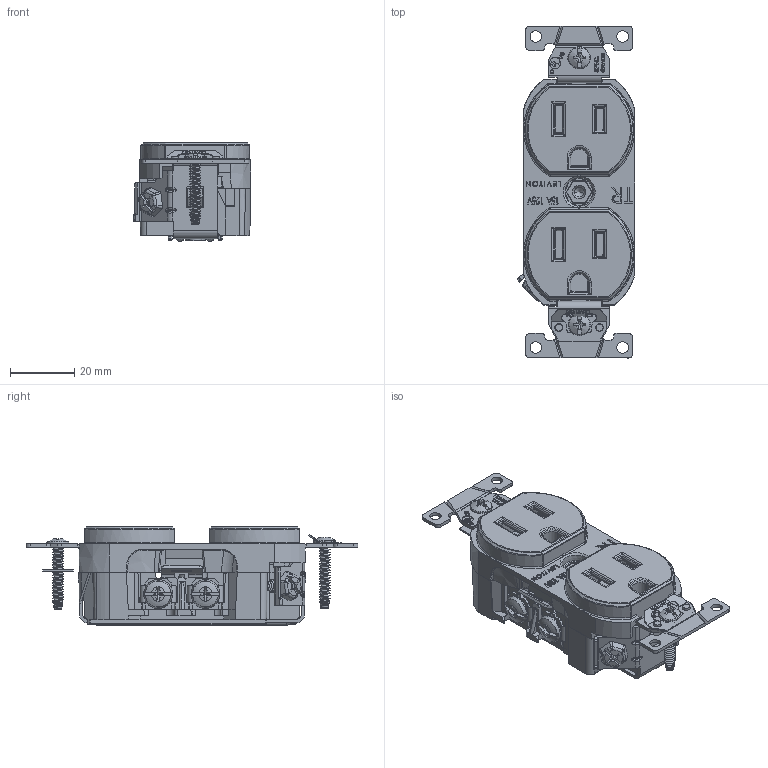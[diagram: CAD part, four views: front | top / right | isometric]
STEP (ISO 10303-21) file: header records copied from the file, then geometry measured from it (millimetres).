
FILE_DESCRIPTION (( 'STEP AP214' ), '1' );
FILE_NAME ('CATSTD-TCR15-00X-M01.STEP', '2022-04-27T13:23:55', ( '' ), ( '' ), 'SwSTEP 2.0', 'SolidWorks 2020', '' );
FILE_SCHEMA (( 'AUTOMOTIVE_DESIGN' ));
Length unit declared in the file: inch
Products named in the file (1): CATSTD-TCR15-00X-M01
Bounding box: 36.63 x 103.17 x 30.7 mm (x, y, z)
Volume: 36555.6 mm3; surface area: 38930.9 mm2
Topology: 10 solids, 14 shells, 4123 faces, 11102 edges, 7146 vertices
Faces by surface type: plane 2602, cylinder 805, bspline 470, cone 137, torus 92, sphere 17
Full cylindrical faces by diameter (mm): 2.184 x2, 2.413 x2, 3.099 x1, 3.492 x1, 3.556 x6, 3.581 x2, 3.607 x2, 3.81 x1, 4.064 x1, 4.14 x8, 4.166 x4, 4.47 x4, 4.521 x2, 4.572 x2, 4.96 x1, 5.131 x2, 5.385 x1, 5.461 x1, 5.842 x1, 6.195 x1, 6.858 x2, 7.722 x1
Entity records: 249283 total; most frequent: CARTESIAN_POINT 100653, ORIENTED_EDGE 21834, DIRECTION 17885, EDGE_CURVE 10917, VECTOR 7445, LINE 7445, VERTEX_POINT 7077, AXIS2_PLACEMENT_3D 5220
